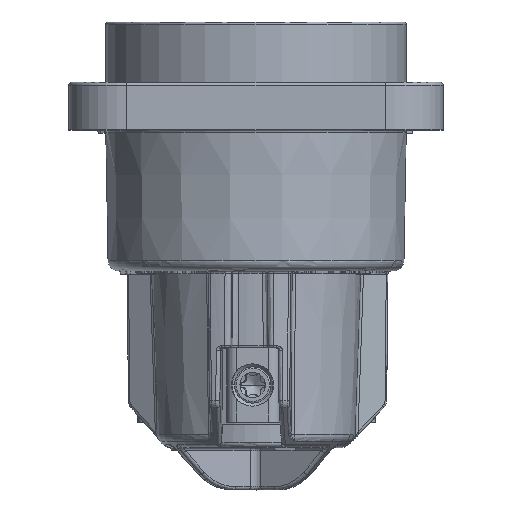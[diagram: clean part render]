
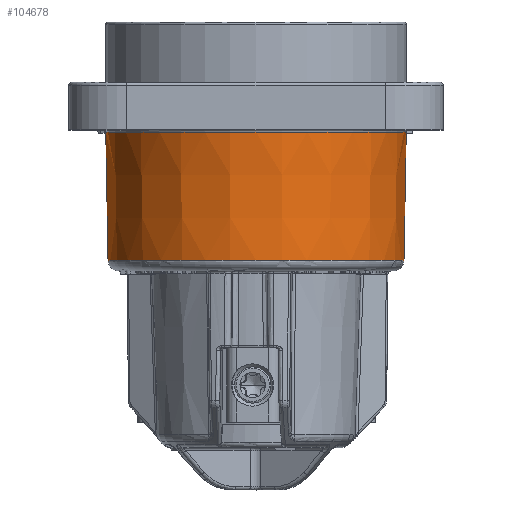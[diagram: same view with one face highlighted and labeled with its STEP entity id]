
A CAD part, top view. The second image highlights one B-rep face of the part: STEP entity #104678.
In plain terms, the highlighted conical face has half-angle 1 degrees and reference radius 14.091 mm.
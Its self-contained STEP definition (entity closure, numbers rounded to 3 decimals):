
#18908=DIRECTION('',(0.017,-1.,0.));
#18909=VECTOR('',#18908,12.123);
#18910=CARTESIAN_POINT('',(-14.197,-0.197,
0.));
#18911=LINE('',#18910,#18909);
#18917=DIRECTION('',(-0.017,-1.,
0.));
#18918=VECTOR('',#18917,12.123);
#18919=CARTESIAN_POINT('',(14.197,-0.197,
0.));
#18920=LINE('',#18919,#18918);
#38419=CARTESIAN_POINT('',(0.,-0.197,0.));
#38420=DIRECTION('',(0.,-1.,0.));
#38421=DIRECTION('',(1.,0.,0.));
#38422=AXIS2_PLACEMENT_3D('',#38419,#38420,#38421);
#38424=CARTESIAN_POINT('',(0.,-12.317,0.));
#38425=DIRECTION('',(0.,-1.,0.));
#38426=DIRECTION('',(1.,0.,0.));
#38427=AXIS2_PLACEMENT_3D('',#38424,#38425,#38426);
#40661=CARTESIAN_POINT('',(-13.985,-12.317,0.));
#40662=CARTESIAN_POINT('',(13.985,-12.317,0.));
#40663=VERTEX_POINT('',#40661);
#40664=VERTEX_POINT('',#40662);
#40697=CARTESIAN_POINT('',(-14.197,-0.197,0.));
#40698=CARTESIAN_POINT('',(14.197,-0.197,0.));
#40699=VERTEX_POINT('',#40697);
#40700=VERTEX_POINT('',#40698);
#104667=CARTESIAN_POINT('',(0.,-6.257,0.));
#104668=DIRECTION('',(0.,1.,0.));
#104669=DIRECTION('',(1.,0.,0.));
#104670=AXIS2_PLACEMENT_3D('',#104667,#104668,#104669);
#104671=CONICAL_SURFACE('',#104670,14.091,1.);
#104672=ORIENTED_EDGE('',*,*,#104661,.F.);
#104673=ORIENTED_EDGE('',*,*,#76043,.T.);
#104674=ORIENTED_EDGE('',*,*,#76013,.T.);
#104675=ORIENTED_EDGE('',*,*,#76040,.F.);
#104676=EDGE_LOOP('',(#104672,#104673,#104674,#104675));
#104677=FACE_OUTER_BOUND('',#104676,.F.);
#38423=CIRCLE('',#38422,14.197);
#38428=CIRCLE('',#38427,13.985);
#76013=EDGE_CURVE('',#40664,#40663,#38428,.T.);
#76040=EDGE_CURVE('',#40699,#40663,#18911,.T.);
#76043=EDGE_CURVE('',#40700,#40664,#18920,.T.);
#104661=EDGE_CURVE('',#40700,#40699,#38423,.T.);
#104678=ADVANCED_FACE('',(#104677),#104671,.T.);
